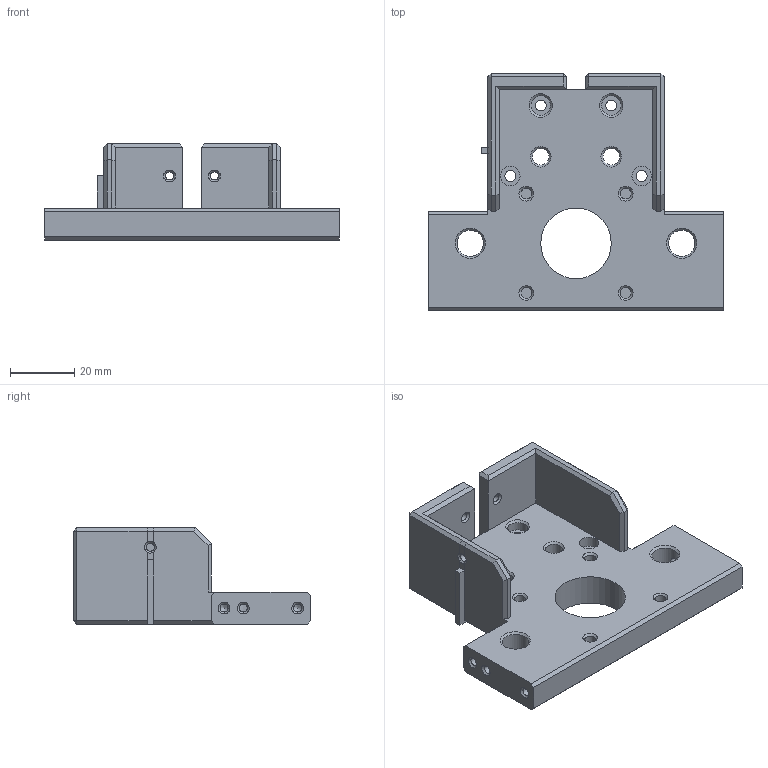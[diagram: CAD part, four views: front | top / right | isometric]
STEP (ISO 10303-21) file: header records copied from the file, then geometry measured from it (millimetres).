
FILE_DESCRIPTION(('FreeCAD Model'),'2;1');
FILE_NAME('Open CASCADE Shape Model','2021-09-15T18:54:22',('Author'),( ''),'Open CASCADE STEP processor 7.5','FreeCAD','Unknown');
FILE_SCHEMA(('AUTOMOTIVE_DESIGN { 1 0 10303 214 1 1 1 1 }'));
Length unit declared in the file: millimetre
Products named in the file (1): X-Sled_TopPlate
Bounding box: 92 x 74 x 30 mm (x, y, z)
Volume: 54592.2 mm3; surface area: 20689.6 mm2
Topology: 1 solids, 1 shells, 160 faces, 361 edges, 217 vertices
Faces by surface type: plane 88, cone 42, cylinder 30
Full cylindrical faces by diameter (mm): 2.5 x9, 3.4 x8, 5.2 x2, 6.1 x8, 8.2 x2, 22 x1
Entity records: 9435 total; most frequent: CARTESIAN_POINT 1890, DIRECTION 1468, LINE 884, VECTOR 884, ORIENTED_EDGE 714, PCURVE 714, DEFINITIONAL_REPRESENTATION 714, EDGE_CURVE 357
